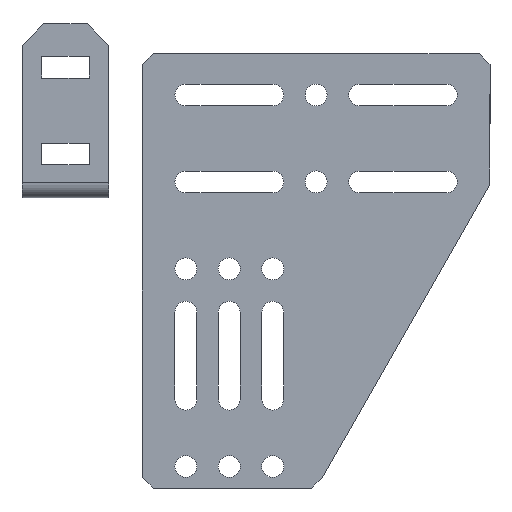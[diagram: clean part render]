
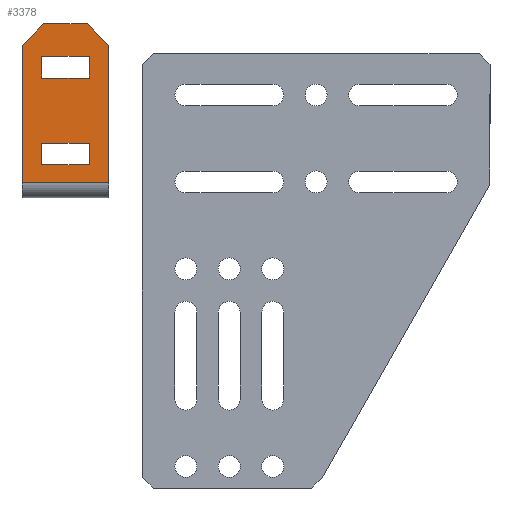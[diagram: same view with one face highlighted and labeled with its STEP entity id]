
A CAD part, front view. The second image highlights one B-rep face of the part: STEP entity #3378.
In plain terms, the highlighted planar face has unit normal (0, -1, 0).
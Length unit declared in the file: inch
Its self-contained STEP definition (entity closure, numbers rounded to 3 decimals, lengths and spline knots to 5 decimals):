
#227 = ORIENTED_EDGE ( 'NONE', *, *, #2699, .F. ) ;
#228 = ORIENTED_EDGE ( 'NONE', *, *, #2698, .F. ) ;
#229 = ORIENTED_EDGE ( 'NONE', *, *, #2697, .F. ) ;
#230 = ORIENTED_EDGE ( 'NONE', *, *, #2734, .F. ) ;
#231 = ORIENTED_EDGE ( 'NONE', *, *, #2732, .F. ) ;
#232 = ORIENTED_EDGE ( 'NONE', *, *, #2729, .F. ) ;
#233 = ORIENTED_EDGE ( 'NONE', *, *, #2727, .F. ) ;
#234 = ORIENTED_EDGE ( 'NONE', *, *, #2733, .F. ) ;
#235 = ORIENTED_EDGE ( 'NONE', *, *, #2715, .F. ) ;
#236 = ORIENTED_EDGE ( 'NONE', *, *, #2735, .T. ) ;
#237 = ORIENTED_EDGE ( 'NONE', *, *, #2728, .F. ) ;
#238 = ORIENTED_EDGE ( 'NONE', *, *, #2765, .T. ) ;
#239 = ORIENTED_EDGE ( 'NONE', *, *, #2719, .F. ) ;
#240 = ORIENTED_EDGE ( 'NONE', *, *, #2731, .T. ) ;
#396 = FACE_BOUND ( 'NONE', #2521, .T. ) ;
#400 = FACE_BOUND ( 'NONE', #2515, .T. ) ;
#405 = FACE_OUTER_BOUND ( 'NONE', #2513, .T. ) ;
#1112 = DIRECTION ( 'NONE',  ( 0., 1., 0. ) ) ;
#1114 = CARTESIAN_POINT ( 'NONE',  ( 0., 0., 0. ) ) ;
#1115 = PLANE ( 'NONE',  #2461 ) ;
#1184 = VECTOR ( 'NONE', #2102, 39.37008 ) ;
#1187 = LINE ( 'NONE', #2101, #1184 ) ;
#1245 = VECTOR ( 'NONE', #2034, 39.37008 ) ;
#1247 = VECTOR ( 'NONE', #2032, 39.37008 ) ;
#1248 = LINE ( 'NONE', #2033, #1245 ) ;
#1250 = VECTOR ( 'NONE', #2030, 39.37008 ) ;
#1252 = LINE ( 'NONE', #2031, #1247 ) ;
#1253 = VECTOR ( 'NONE', #2028, 39.37008 ) ;
#1254 = LINE ( 'NONE', #2029, #1250 ) ;
#1255 = VECTOR ( 'NONE', #2018, 39.37008 ) ;
#1257 = LINE ( 'NONE', #2021, #1253 ) ;
#1258 = VECTOR ( 'NONE', #2020, 39.37008 ) ;
#1261 = VECTOR ( 'NONE', #2019, 39.37008 ) ;
#1262 = LINE ( 'NONE', #2023, #1255 ) ;
#1263 = VECTOR ( 'NONE', #2901, 39.37008 ) ;
#1265 = LINE ( 'NONE', #2017, #1261 ) ;
#1266 = LINE ( 'NONE', #2894, #1263 ) ;
#1269 = LINE ( 'NONE', #2013, #1258 ) ;
#1278 = VECTOR ( 'NONE', #2888, 39.37008 ) ;
#1284 = LINE ( 'NONE', #2887, #1278 ) ;
#1290 = VECTOR ( 'NONE', #2880, 39.37008 ) ;
#1296 = LINE ( 'NONE', #2869, #1290 ) ;
#1322 = VECTOR ( 'NONE', #3273, 39.37008 ) ;
#1326 = VECTOR ( 'NONE', #3266, 39.37008 ) ;
#1327 = LINE ( 'NONE', #3272, #1322 ) ;
#1329 = LINE ( 'NONE', #3270, #1336 ) ;
#1332 = LINE ( 'NONE', #3267, #1326 ) ;
#1336 = VECTOR ( 'NONE', #3271, 39.37008 ) ;
#1598 = VERTEX_POINT ( 'NONE', #3221 ) ;
#1639 = VERTEX_POINT ( 'NONE', #3262 ) ;
#1685 = CARTESIAN_POINT ( 'NONE',  ( 0.775, 0., -1.375 ) ) ;
#1863 = CARTESIAN_POINT ( 'NONE',  ( 0., 0., -0.25 ) ) ;
#1868 = CARTESIAN_POINT ( 'NONE',  ( 1., 0., -1.827 ) ) ;
#1869 = CARTESIAN_POINT ( 'NONE',  ( 0.225, 0., -1.375 ) ) ;
#1877 = CARTESIAN_POINT ( 'NONE',  ( 0.225, 0., -1.625 ) ) ;
#1878 = CARTESIAN_POINT ( 'NONE',  ( 0.775, 0., -1.625 ) ) ;
#1879 = CARTESIAN_POINT ( 'NONE',  ( 0.225, 0., -0.375 ) ) ;
#1881 = CARTESIAN_POINT ( 'NONE',  ( 0.75, 0., 0. ) ) ;
#1882 = CARTESIAN_POINT ( 'NONE',  ( 0.25, 0., 0. ) ) ;
#1883 = CARTESIAN_POINT ( 'NONE',  ( 1., 0., -0.25 ) ) ;
#1884 = CARTESIAN_POINT ( 'NONE',  ( 0.775, 0., -0.625 ) ) ;
#1886 = CARTESIAN_POINT ( 'NONE',  ( 0.225, 0., -0.625 ) ) ;
#2013 = CARTESIAN_POINT ( 'NONE',  ( 0.775, 0., -0.625 ) ) ;
#2017 = CARTESIAN_POINT ( 'NONE',  ( 0., 0., 0. ) ) ;
#2018 = DIRECTION ( 'NONE',  ( 1., 0., 0. ) ) ;
#2019 = DIRECTION ( 'NONE',  ( 1., 0., 0. ) ) ;
#2020 = DIRECTION ( 'NONE',  ( 0., 0., 1. ) ) ;
#2021 = CARTESIAN_POINT ( 'NONE',  ( 0.775, 0., -0.375 ) ) ;
#2023 = CARTESIAN_POINT ( 'NONE',  ( 0., 0., -1.827 ) ) ;
#2028 = DIRECTION ( 'NONE',  ( -1., 0., 0. ) ) ;
#2029 = CARTESIAN_POINT ( 'NONE',  ( 0.225, 0., -0.625 ) ) ;
#2030 = DIRECTION ( 'NONE',  ( 0., 0., -1. ) ) ;
#2031 = CARTESIAN_POINT ( 'NONE',  ( 0.225, 0., -1.625 ) ) ;
#2032 = DIRECTION ( 'NONE',  ( 0., 0., -1. ) ) ;
#2033 = CARTESIAN_POINT ( 'NONE',  ( 1., 0., -0.25 ) ) ;
#2034 = DIRECTION ( 'NONE',  ( -0.707, 0., 0.707 ) ) ;
#2101 = CARTESIAN_POINT ( 'NONE',  ( 0.25, 0., 0. ) ) ;
#2102 = DIRECTION ( 'NONE',  ( -0.707, 0., -0.707 ) ) ;
#2310 = DIRECTION ( 'NONE',  ( 0., 0., 1. ) ) ;
#2461 = AXIS2_PLACEMENT_3D ( 'NONE', #1114, #1112, #2310 ) ;
#2513 = EDGE_LOOP ( 'NONE', ( #235, #236, #237, #238, #239, #240 ) ) ;
#2515 = EDGE_LOOP ( 'NONE', ( #227, #228, #229, #230 ) ) ;
#2521 = EDGE_LOOP ( 'NONE', ( #231, #232, #233, #234 ) ) ;
#2697 = EDGE_CURVE ( 'NONE', #2921, #2922, #1332, .T. ) ;
#2698 = EDGE_CURVE ( 'NONE', #2922, #2993, #1329, .T. ) ;
#2699 = EDGE_CURVE ( 'NONE', #2993, #2919, #1327, .T. ) ;
#2715 = EDGE_CURVE ( 'NONE', #2927, #2913, #1296, .T. ) ;
#2719 = EDGE_CURVE ( 'NONE', #1639, #2917, #1284, .T. ) ;
#2727 = EDGE_CURVE ( 'NONE', #2930, #2928, #1266, .T. ) ;
#2728 = EDGE_CURVE ( 'NONE', #2926, #2925, #1265, .T. ) ;
#2729 = EDGE_CURVE ( 'NONE', #2928, #1598, #1269, .T. ) ;
#2731 = EDGE_CURVE ( 'NONE', #1639, #2913, #1262, .T. ) ;
#2732 = EDGE_CURVE ( 'NONE', #1598, #2923, #1257, .T. ) ;
#2733 = EDGE_CURVE ( 'NONE', #2923, #2930, #1254, .T. ) ;
#2734 = EDGE_CURVE ( 'NONE', #2919, #2921, #1252, .T. ) ;
#2735 = EDGE_CURVE ( 'NONE', #2927, #2925, #1248, .T. ) ;
#2765 = EDGE_CURVE ( 'NONE', #2926, #2917, #1187, .T. ) ;
#2869 = CARTESIAN_POINT ( 'NONE',  ( 1., 0., -2. ) ) ;
#2880 = DIRECTION ( 'NONE',  ( 0., 0., -1. ) ) ;
#2887 = CARTESIAN_POINT ( 'NONE',  ( 0., 0., -2. ) ) ;
#2888 = DIRECTION ( 'NONE',  ( 0., 0., 1. ) ) ;
#2894 = CARTESIAN_POINT ( 'NONE',  ( 0.775, 0., -0.625 ) ) ;
#2901 = DIRECTION ( 'NONE',  ( 1., 0., 0. ) ) ;
#2913 = VERTEX_POINT ( 'NONE', #1868 ) ;
#2917 = VERTEX_POINT ( 'NONE', #1863 ) ;
#2919 = VERTEX_POINT ( 'NONE', #1869 ) ;
#2921 = VERTEX_POINT ( 'NONE', #1877 ) ;
#2922 = VERTEX_POINT ( 'NONE', #1878 ) ;
#2923 = VERTEX_POINT ( 'NONE', #1879 ) ;
#2925 = VERTEX_POINT ( 'NONE', #1881 ) ;
#2926 = VERTEX_POINT ( 'NONE', #1882 ) ;
#2927 = VERTEX_POINT ( 'NONE', #1883 ) ;
#2928 = VERTEX_POINT ( 'NONE', #1884 ) ;
#2930 = VERTEX_POINT ( 'NONE', #1886 ) ;
#2993 = VERTEX_POINT ( 'NONE', #1685 ) ;
#3221 = CARTESIAN_POINT ( 'NONE',  ( 0.775, 0., -0.375 ) ) ;
#3262 = CARTESIAN_POINT ( 'NONE',  ( 0., 0., -1.827 ) ) ;
#3266 = DIRECTION ( 'NONE',  ( 1., 0., 0. ) ) ;
#3267 = CARTESIAN_POINT ( 'NONE',  ( 0.775, 0., -1.625 ) ) ;
#3270 = CARTESIAN_POINT ( 'NONE',  ( 0.775, 0., -1.625 ) ) ;
#3271 = DIRECTION ( 'NONE',  ( 0., 0., 1. ) ) ;
#3272 = CARTESIAN_POINT ( 'NONE',  ( 0.775, 0., -1.375 ) ) ;
#3273 = DIRECTION ( 'NONE',  ( -1., 0., 0. ) ) ;
#3378 = ADVANCED_FACE ( 'NONE', ( #400, #396, #405 ), #1115, .F. ) ;
